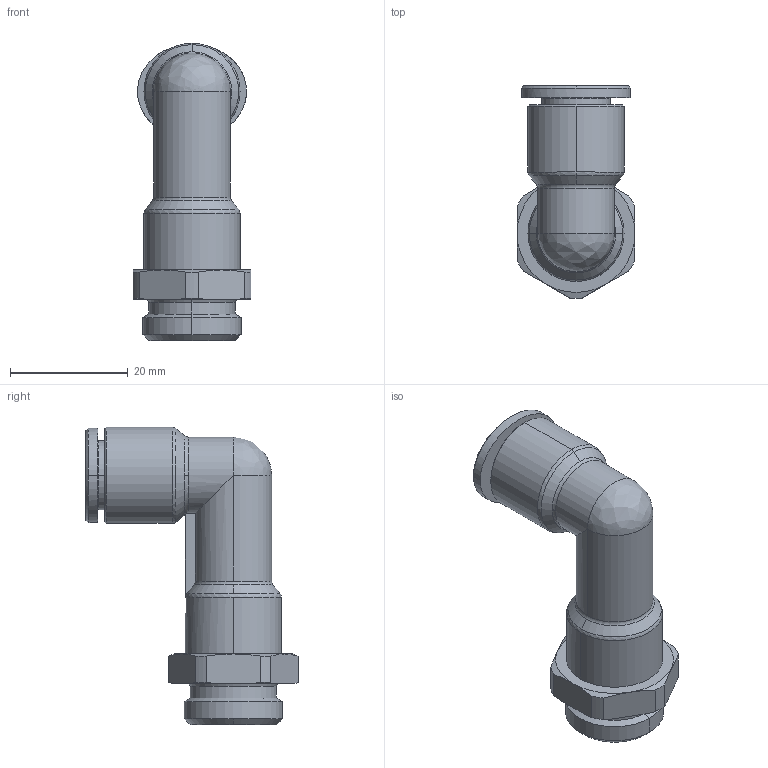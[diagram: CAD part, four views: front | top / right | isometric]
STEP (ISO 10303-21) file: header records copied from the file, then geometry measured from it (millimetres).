
FILE_DESCRIPTION (( 'STEP AP214' ), '1' );
FILE_NAME ('PLLP10-G03.stp', '2015-09-16T07:40:26', ( '' ), ( '' ), 'SwSTEP 2.0', 'SolidWorks 2015', '' );
FILE_SCHEMA (( 'AUTOMOTIVE_DESIGN' ));
Length unit declared in the file: millimetre
Products named in the file (2): PLLP10-G03; ~~~~~~~~~~~~~~ｦ+ﾃｦ1
Assembly tree (1 placements, depth 2):
  PLLP10-G03
    ~~~~~~~~~~~~~~ｦ+ﾃｦ1
Bounding box: 20 x 35.99 x 50.45 mm (x, y, z)
Volume: 9513.4 mm3; surface area: 5271.9 mm2
Topology: 1 solids, 1 shells, 471 faces, 1330 edges, 878 vertices
Faces by surface type: plane 393, cone 36, cylinder 26, bspline 13, torus 3
Entity records: 16621 total; most frequent: CARTESIAN_POINT 3593, ORIENTED_EDGE 2658, DIRECTION 2305, EDGE_CURVE 1329, VECTOR 1167, LINE 1167, VERTEX_POINT 878, AXIS2_PLACEMENT_3D 569
